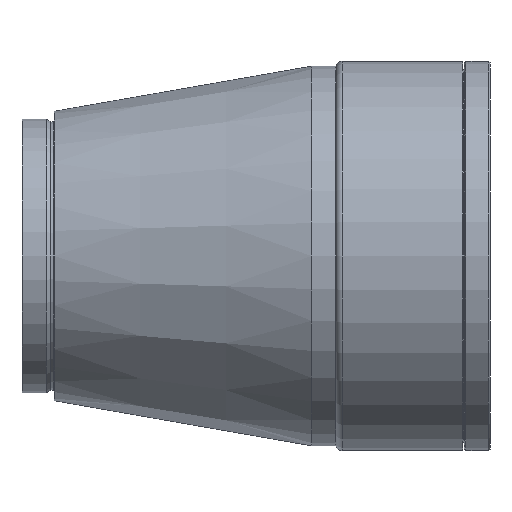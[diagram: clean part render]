
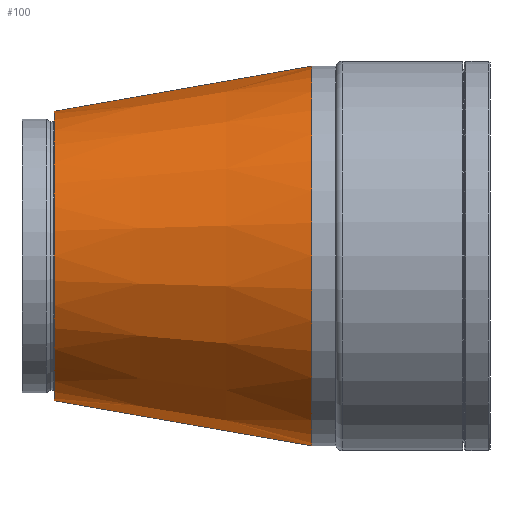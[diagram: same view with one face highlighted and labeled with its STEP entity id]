
A CAD part, front view. The second image highlights one B-rep face of the part: STEP entity #100.
In plain terms, the highlighted conical face has half-angle 9.926 degrees and reference radius 59 mm.
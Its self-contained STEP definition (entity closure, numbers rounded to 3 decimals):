
#9 = VERTEX_POINT ( 'NONE', #700 ) ;
#12 = VERTEX_POINT ( 'NONE', #705 ) ;
#16 = VERTEX_POINT ( 'NONE', #708 ) ;
#17 = VERTEX_POINT ( 'NONE', #709 ) ;
#67 = EDGE_CURVE ( 'NONE', #16, #17, #254, .T. ) ;
#68 = EDGE_CURVE ( 'NONE', #12, #9, #257, .T. ) ;
#100 = ADVANCED_FACE ( 'NONE', ( #320 ), #326, .T. ) ;
#111 = EDGE_CURVE ( 'NONE', #12, #16, #329, .T. ) ;
#113 = EDGE_CURVE ( 'NONE', #9, #17, #331, .T. ) ;
#172 = EDGE_LOOP ( 'NONE', ( #908, #845, #193, #849 ) ) ;
#193 = ORIENTED_EDGE ( 'NONE', *, *, #68, .T. ) ;
#254 = LINE ( 'NONE', #421, #258 ) ;
#257 = LINE ( 'NONE', #425, #260 ) ;
#258 = VECTOR ( 'NONE', #419, 1000. ) ;
#260 = VECTOR ( 'NONE', #427, 1000. ) ;
#320 = FACE_OUTER_BOUND ( 'NONE', #172, .T. ) ;
#326 = CONICAL_SURFACE ( 'NONE', #641, 59., 0.173 ) ;
#329 = CIRCLE ( 'NONE', #647, 45. ) ;
#331 = CIRCLE ( 'NONE', #649, 59. ) ;
#419 = DIRECTION ( 'NONE',  ( 0.985, 0., 0.172 ) ) ;
#421 = CARTESIAN_POINT ( 'NONE',  ( 81.498, 0., 59. ) ) ;
#425 = CARTESIAN_POINT ( 'NONE',  ( 81.498, 0., -59. ) ) ;
#427 = DIRECTION ( 'NONE',  ( 0.985, 0., -0.172 ) ) ;
#523 = DIRECTION ( 'NONE',  ( 0., 0., -1. ) ) ;
#526 = DIRECTION ( 'NONE',  ( 1., 0., 0. ) ) ;
#527 = CARTESIAN_POINT ( 'NONE',  ( 81.498, 0., 0. ) ) ;
#542 = CARTESIAN_POINT ( 'NONE',  ( 1.498, 0., 0. ) ) ;
#543 = DIRECTION ( 'NONE',  ( -1., 0., 0. ) ) ;
#544 = DIRECTION ( 'NONE',  ( 0., 0., 1. ) ) ;
#548 = CARTESIAN_POINT ( 'NONE',  ( 81.498, 0., 0. ) ) ;
#549 = DIRECTION ( 'NONE',  ( -1., 0., 0. ) ) ;
#550 = DIRECTION ( 'NONE',  ( 0., 0., 1. ) ) ;
#641 = AXIS2_PLACEMENT_3D ( 'NONE', #527, #526, #523 ) ;
#647 = AXIS2_PLACEMENT_3D ( 'NONE', #542, #543, #544 ) ;
#649 = AXIS2_PLACEMENT_3D ( 'NONE', #548, #549, #550 ) ;
#700 = CARTESIAN_POINT ( 'NONE',  ( 81.498, 0., -59. ) ) ;
#705 = CARTESIAN_POINT ( 'NONE',  ( 1.498, 0., -45. ) ) ;
#708 = CARTESIAN_POINT ( 'NONE',  ( 1.498, 0., 45. ) ) ;
#709 = CARTESIAN_POINT ( 'NONE',  ( 81.498, 0., 59. ) ) ;
#845 = ORIENTED_EDGE ( 'NONE', *, *, #111, .F. ) ;
#849 = ORIENTED_EDGE ( 'NONE', *, *, #113, .T. ) ;
#908 = ORIENTED_EDGE ( 'NONE', *, *, #67, .F. ) ;
